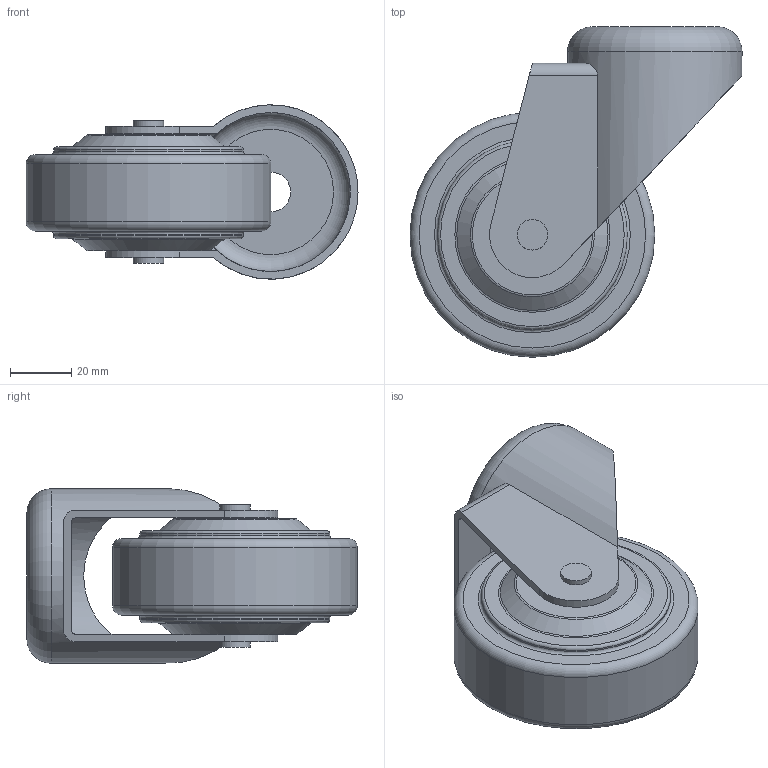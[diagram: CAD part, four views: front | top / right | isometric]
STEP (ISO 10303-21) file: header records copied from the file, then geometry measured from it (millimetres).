
FILE_DESCRIPTION(/* description */ (''),/* implementation_level */ '2;1');
FILE_NAME(/* name */ '144075',/* time_stamp */ '2014-10-06T15:56:05+02:00',/* author */ (''),/* organization */ (''),/* preprocessor_version */ 'ST-DEVELOPER v14',/* originating_system */ 'HiCAD 2013 1802.4 Build 509',/* authorisation */ '');
FILE_SCHEMA (('AUTOMOTIVE_DESIGN { 1 0 10303 214 1 1 1 1 }'));
Length unit declared in the file: millimetre
Products named in the file (2): Root; 144075Zwenkwiel diam. 80 antistatischBOIKON
Assembly tree (1 placements, depth 2):
  Root
    144075Zwenkwiel diam. 80 antistatischBOIKON
Bounding box: 108.5 x 108 x 57 mm (x, y, z)
Volume: 180481.5 mm3; surface area: 38327.7 mm2
Topology: 1 solids, 1 shells, 47 faces, 109 edges, 71 vertices
Faces by surface type: plane 18, cylinder 15, torus 12, cone 2
Full cylindrical faces by diameter (mm): 10 x3, 13 x1, 52 x1, 57 x1, 62 x2, 80 x1
Entity records: 2742 total; most frequent: CARTESIAN_POINT 917, DIRECTION 220, PRESENTATION_STYLE_ASSIGNMENT 163, COLOUR_RGB 163, DRAUGHTING_PRE_DEFINED_CURVE_FONT 162, CURVE_STYLE 162, OVER_RIDING_STYLED_ITEM 162, ORIENTED_EDGE 162
